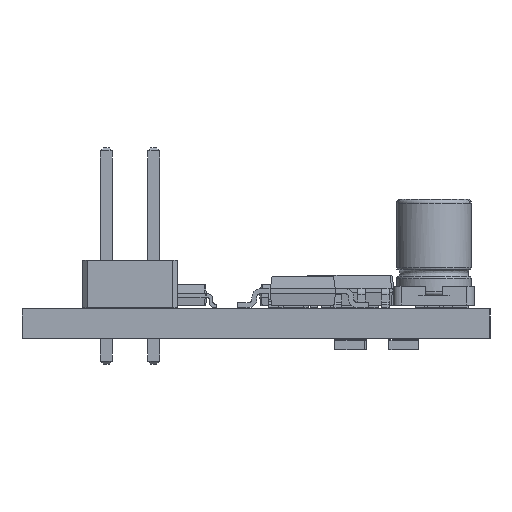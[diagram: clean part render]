
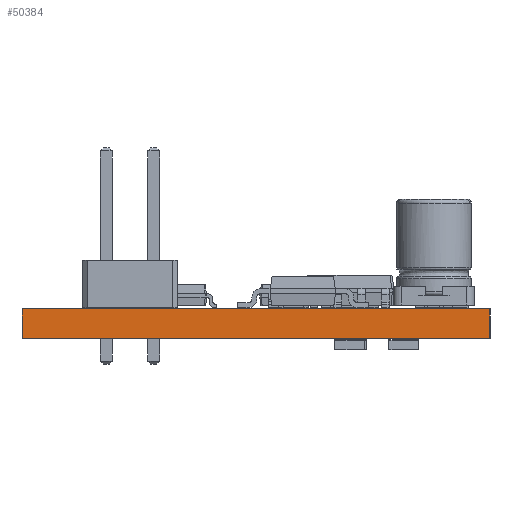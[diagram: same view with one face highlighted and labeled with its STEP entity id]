
A CAD part, left-side view. The second image highlights one B-rep face of the part: STEP entity #50384.
In plain terms, the highlighted planar face has unit normal (-1, 0, 0).
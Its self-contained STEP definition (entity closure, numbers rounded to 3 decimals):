
#50268 = EDGE_CURVE('',#50269,#50271,#50273,.T.);
#50269 = VERTEX_POINT('',#50270);
#50270 = CARTESIAN_POINT('',(85.,-49.,0.));
#50271 = VERTEX_POINT('',#50272);
#50272 = CARTESIAN_POINT('',(85.,-49.,1.6));
#50273 = SURFACE_CURVE('',#50274,(#50278,#50290),.PCURVE_S1.);
#50274 = LINE('',#50275,#50276);
#50275 = CARTESIAN_POINT('',(85.,-49.,0.));
#50276 = VECTOR('',#50277,1.);
#50277 = DIRECTION('',(0.,0.,1.));
#50278 = PCURVE('',#50279,#50284);
#50279 = PLANE('',#50280);
#50280 = AXIS2_PLACEMENT_3D('',#50281,#50282,#50283);
#50281 = CARTESIAN_POINT('',(85.,-49.,0.));
#50282 = DIRECTION('',(0.,1.,0.));
#50283 = DIRECTION('',(1.,0.,0.));
#50284 = DEFINITIONAL_REPRESENTATION('',(#50285),#50289);
#50285 = LINE('',#50286,#50287);
#50286 = CARTESIAN_POINT('',(0.,0.));
#50287 = VECTOR('',#50288,1.);
#50288 = DIRECTION('',(0.,-1.));
#50289 = ( GEOMETRIC_REPRESENTATION_CONTEXT(2) 
PARAMETRIC_REPRESENTATION_CONTEXT() REPRESENTATION_CONTEXT('2D SPACE',''
  ) );
#50290 = PCURVE('',#50291,#50296);
#50291 = PLANE('',#50292);
#50292 = AXIS2_PLACEMENT_3D('',#50293,#50294,#50295);
#50293 = CARTESIAN_POINT('',(85.,-74.,0.));
#50294 = DIRECTION('',(-1.,0.,0.));
#50295 = DIRECTION('',(0.,1.,0.));
#50296 = DEFINITIONAL_REPRESENTATION('',(#50297),#50301);
#50297 = LINE('',#50298,#50299);
#50298 = CARTESIAN_POINT('',(25.,0.));
#50299 = VECTOR('',#50300,1.);
#50300 = DIRECTION('',(0.,-1.));
#50301 = ( GEOMETRIC_REPRESENTATION_CONTEXT(2) 
PARAMETRIC_REPRESENTATION_CONTEXT() REPRESENTATION_CONTEXT('2D SPACE',''
  ) );
#50319 = PLANE('',#50320);
#50320 = AXIS2_PLACEMENT_3D('',#50321,#50322,#50323);
#50321 = CARTESIAN_POINT('',(98.5,-61.5,1.6));
#50322 = DIRECTION('',(0.,0.,-1.));
#50323 = DIRECTION('',(-1.,0.,0.));
#50373 = PLANE('',#50374);
#50374 = AXIS2_PLACEMENT_3D('',#50375,#50376,#50377);
#50375 = CARTESIAN_POINT('',(98.5,-61.5,0.));
#50376 = DIRECTION('',(0.,0.,-1.));
#50377 = DIRECTION('',(-1.,0.,0.));
#50384 = ADVANCED_FACE('',(#50385),#50291,.T.);
#50385 = FACE_BOUND('',#50386,.T.);
#50386 = EDGE_LOOP('',(#50387,#50417,#50438,#50439));
#50387 = ORIENTED_EDGE('',*,*,#50388,.T.);
#50388 = EDGE_CURVE('',#50389,#50391,#50393,.T.);
#50389 = VERTEX_POINT('',#50390);
#50390 = CARTESIAN_POINT('',(85.,-74.,0.));
#50391 = VERTEX_POINT('',#50392);
#50392 = CARTESIAN_POINT('',(85.,-74.,1.6));
#50393 = SURFACE_CURVE('',#50394,(#50398,#50405),.PCURVE_S1.);
#50394 = LINE('',#50395,#50396);
#50395 = CARTESIAN_POINT('',(85.,-74.,0.));
#50396 = VECTOR('',#50397,1.);
#50397 = DIRECTION('',(0.,0.,1.));
#50398 = PCURVE('',#50291,#50399);
#50399 = DEFINITIONAL_REPRESENTATION('',(#50400),#50404);
#50400 = LINE('',#50401,#50402);
#50401 = CARTESIAN_POINT('',(0.,0.));
#50402 = VECTOR('',#50403,1.);
#50403 = DIRECTION('',(0.,-1.));
#50404 = ( GEOMETRIC_REPRESENTATION_CONTEXT(2) 
PARAMETRIC_REPRESENTATION_CONTEXT() REPRESENTATION_CONTEXT('2D SPACE',''
  ) );
#50405 = PCURVE('',#50406,#50411);
#50406 = PLANE('',#50407);
#50407 = AXIS2_PLACEMENT_3D('',#50408,#50409,#50410);
#50408 = CARTESIAN_POINT('',(112.,-74.,0.));
#50409 = DIRECTION('',(0.,-1.,0.));
#50410 = DIRECTION('',(-1.,0.,0.));
#50411 = DEFINITIONAL_REPRESENTATION('',(#50412),#50416);
#50412 = LINE('',#50413,#50414);
#50413 = CARTESIAN_POINT('',(27.,0.));
#50414 = VECTOR('',#50415,1.);
#50415 = DIRECTION('',(0.,-1.));
#50416 = ( GEOMETRIC_REPRESENTATION_CONTEXT(2) 
PARAMETRIC_REPRESENTATION_CONTEXT() REPRESENTATION_CONTEXT('2D SPACE',''
  ) );
#50417 = ORIENTED_EDGE('',*,*,#50418,.T.);
#50418 = EDGE_CURVE('',#50391,#50271,#50419,.T.);
#50419 = SURFACE_CURVE('',#50420,(#50424,#50431),.PCURVE_S1.);
#50420 = LINE('',#50421,#50422);
#50421 = CARTESIAN_POINT('',(85.,-74.,1.6));
#50422 = VECTOR('',#50423,1.);
#50423 = DIRECTION('',(0.,1.,0.));
#50424 = PCURVE('',#50291,#50425);
#50425 = DEFINITIONAL_REPRESENTATION('',(#50426),#50430);
#50426 = LINE('',#50427,#50428);
#50427 = CARTESIAN_POINT('',(0.,-1.6));
#50428 = VECTOR('',#50429,1.);
#50429 = DIRECTION('',(1.,0.));
#50430 = ( GEOMETRIC_REPRESENTATION_CONTEXT(2) 
PARAMETRIC_REPRESENTATION_CONTEXT() REPRESENTATION_CONTEXT('2D SPACE',''
  ) );
#50431 = PCURVE('',#50319,#50432);
#50432 = DEFINITIONAL_REPRESENTATION('',(#50433),#50437);
#50433 = LINE('',#50434,#50435);
#50434 = CARTESIAN_POINT('',(13.5,-12.5));
#50435 = VECTOR('',#50436,1.);
#50436 = DIRECTION('',(0.,1.));
#50437 = ( GEOMETRIC_REPRESENTATION_CONTEXT(2) 
PARAMETRIC_REPRESENTATION_CONTEXT() REPRESENTATION_CONTEXT('2D SPACE',''
  ) );
#50438 = ORIENTED_EDGE('',*,*,#50268,.F.);
#50439 = ORIENTED_EDGE('',*,*,#50440,.F.);
#50440 = EDGE_CURVE('',#50389,#50269,#50441,.T.);
#50441 = SURFACE_CURVE('',#50442,(#50446,#50453),.PCURVE_S1.);
#50442 = LINE('',#50443,#50444);
#50443 = CARTESIAN_POINT('',(85.,-74.,0.));
#50444 = VECTOR('',#50445,1.);
#50445 = DIRECTION('',(0.,1.,0.));
#50446 = PCURVE('',#50291,#50447);
#50447 = DEFINITIONAL_REPRESENTATION('',(#50448),#50452);
#50448 = LINE('',#50449,#50450);
#50449 = CARTESIAN_POINT('',(0.,0.));
#50450 = VECTOR('',#50451,1.);
#50451 = DIRECTION('',(1.,0.));
#50452 = ( GEOMETRIC_REPRESENTATION_CONTEXT(2) 
PARAMETRIC_REPRESENTATION_CONTEXT() REPRESENTATION_CONTEXT('2D SPACE',''
  ) );
#50453 = PCURVE('',#50373,#50454);
#50454 = DEFINITIONAL_REPRESENTATION('',(#50455),#50459);
#50455 = LINE('',#50456,#50457);
#50456 = CARTESIAN_POINT('',(13.5,-12.5));
#50457 = VECTOR('',#50458,1.);
#50458 = DIRECTION('',(0.,1.));
#50459 = ( GEOMETRIC_REPRESENTATION_CONTEXT(2) 
PARAMETRIC_REPRESENTATION_CONTEXT() REPRESENTATION_CONTEXT('2D SPACE',''
  ) );
